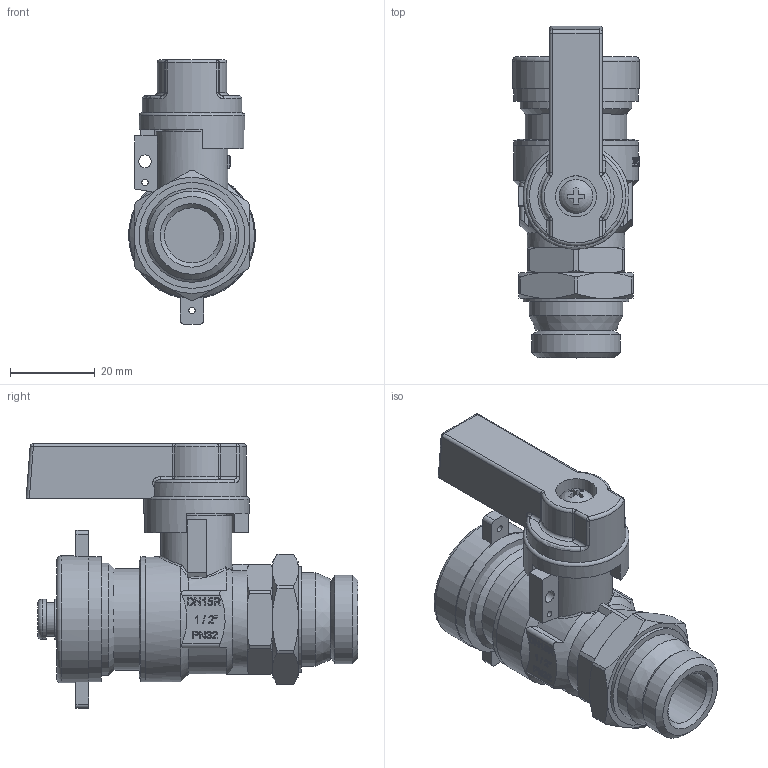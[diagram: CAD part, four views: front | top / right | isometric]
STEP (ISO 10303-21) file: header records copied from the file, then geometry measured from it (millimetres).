
FILE_DESCRIPTION(/* description */ ('Unknown'),/* implementation_level */ '2;1');
FILE_NAME(/* name */ '1541-45',/* time_stamp */ '2023-02-09T10:30:08+01:00',/* author */ ('Unknown'),/* organization */ ('Unknown'),/* preprocessor_version */ 'ST-DEVELOPER v16.7',/* originating_system */ 'Solid Edge',/* authorisation */ 'Unknown');
FILE_SCHEMA (('AUTOMOTIVE_DESIGN {1 0 10303 214 3 1 1}'));
Length unit declared in the file: millimetre
Products named in the file (11): 1541-45; 1540-45_Einschraubteil; 1541-45_Körper; 1514-05; 1532-neu Stopfbuchse; 1514-09; 1540-45_Kappe 3_4; 1523-15-14; 1541-45_Dichtung; 1541-45_Griff; Mutter
Assembly tree (10 placements, depth 2):
  1541-45
    1540-45_Einschraubteil
    1541-45_Körper
    1514-05
    1532-neu Stopfbuchse
    1514-09
    1540-45_Kappe 3_4
    1523-15-14
    1541-45_Dichtung
    1541-45_Griff
    Mutter
Bounding box: 30 x 78.35 x 62.5 mm (x, y, z)
Volume: 34549.1 mm3; surface area: 27850.2 mm2
Topology: 10 solids, 10 shells, 645 faces, 1632 edges, 1061 vertices
Faces by surface type: plane 284, bspline 142, cylinder 123, cone 64, torus 23, sphere 9
Full cylindrical faces by diameter (mm): 1.5 x3, 3 x1, 3.242 x3, 4.9 x1, 6.5 x1, 8 x1, 9 x2, 9.1 x1, 9.2 x1, 9.5 x2, 9.7 x1, 10.5 x1, 10.8 x1, 12.376 x2, 13 x2, 14 x2, 17 x1, 17.3 x2, 18 x3, 18.5 x1, 18.631 x1, 19 x1, 20.955 x2, 22.13 x1, 23.376 x2, 24 x1, 24.117 x1, 24.4 x1, 25 x3, 25.5 x1
Entity records: 25644 total; most frequent: CARTESIAN_POINT 7773, ORIENTED_EDGE 2966, DIRECTION 2484, EDGE_CURVE 1483, VERTEX_POINT 1020, AXIS2_PLACEMENT_3D 919, FACE_BOUND 829, EDGE_LOOP 827
